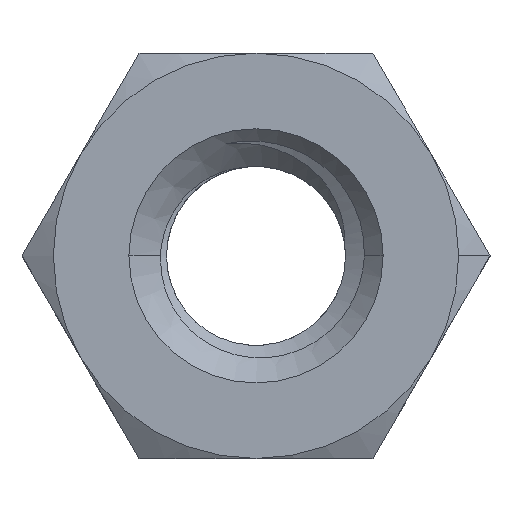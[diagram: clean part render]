
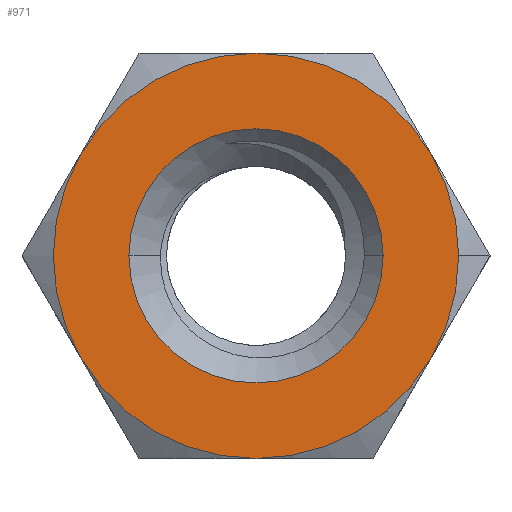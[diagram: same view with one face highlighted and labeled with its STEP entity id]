
A CAD part, top view. The second image highlights one B-rep face of the part: STEP entity #971.
In plain terms, the highlighted planar face has unit normal (0, 0, 1).
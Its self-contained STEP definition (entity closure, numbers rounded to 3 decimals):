
#29 = DIRECTION ( 'NONE',  ( 0., 0., 1. ) ) ;
#35 = VERTEX_POINT ( 'NONE', #979 ) ;
#39 = CARTESIAN_POINT ( 'NONE',  ( 0., 0., 3.2 ) ) ;
#75 = EDGE_CURVE ( 'NONE', #625, #1094, #1655, .T. ) ;
#119 = DIRECTION ( 'NONE',  ( 1., 0., 0. ) ) ;
#134 = DIRECTION ( 'NONE',  ( 1., 0., 0. ) ) ;
#171 = AXIS2_PLACEMENT_3D ( 'NONE', #1127, #503, #119 ) ;
#180 = CARTESIAN_POINT ( 'NONE',  ( -3.031, -1.75, 3.2 ) ) ;
#187 = ORIENTED_EDGE ( 'NONE', *, *, #1648, .T. ) ;
#219 = CARTESIAN_POINT ( 'NONE',  ( 0., 0., 3.2 ) ) ;
#261 = VERTEX_POINT ( 'NONE', #372 ) ;
#264 = DIRECTION ( 'NONE',  ( 1., 0., 0. ) ) ;
#273 = CARTESIAN_POINT ( 'NONE',  ( -2.195, 0., 3.2 ) ) ;
#277 = ORIENTED_EDGE ( 'NONE', *, *, #75, .T. ) ;
#288 = CARTESIAN_POINT ( 'NONE',  ( 3.031, 1.75, 3.2 ) ) ;
#300 = DIRECTION ( 'NONE',  ( 0., 0., 1. ) ) ;
#302 = DIRECTION ( 'NONE',  ( 0., 0., -1. ) ) ;
#317 = ORIENTED_EDGE ( 'NONE', *, *, #1490, .T. ) ;
#341 = AXIS2_PLACEMENT_3D ( 'NONE', #370, #1242, #134 ) ;
#370 = CARTESIAN_POINT ( 'NONE',  ( 0., 0., 3.2 ) ) ;
#372 = CARTESIAN_POINT ( 'NONE',  ( -3.031, 1.75, 3.2 ) ) ;
#374 = VERTEX_POINT ( 'NONE', #273 ) ;
#386 = CIRCLE ( 'NONE', #171, 3.5 ) ;
#387 = AXIS2_PLACEMENT_3D ( 'NONE', #766, #1257, #264 ) ;
#403 = EDGE_CURVE ( 'NONE', #1402, #35, #724, .T. ) ;
#420 = AXIS2_PLACEMENT_3D ( 'NONE', #1116, #1641, #993 ) ;
#450 = ORIENTED_EDGE ( 'NONE', *, *, #535, .T. ) ;
#481 = CARTESIAN_POINT ( 'NONE',  ( 0., 3.5, 3.2 ) ) ;
#503 = DIRECTION ( 'NONE',  ( 0., 0., 1. ) ) ;
#525 = VERTEX_POINT ( 'NONE', #288 ) ;
#529 = CIRCLE ( 'NONE', #578, 3.5 ) ;
#535 = EDGE_CURVE ( 'NONE', #35, #525, #529, .T. ) ;
#543 = DIRECTION ( 'NONE',  ( 1., 0., 0. ) ) ;
#549 = CARTESIAN_POINT ( 'NONE',  ( 0., -3.5, 3.2 ) ) ;
#550 = AXIS2_PLACEMENT_3D ( 'NONE', #1310, #302, #1571 ) ;
#554 = CARTESIAN_POINT ( 'NONE',  ( 0., 0., 3.2 ) ) ;
#561 = CIRCLE ( 'NONE', #1567, 3.5 ) ;
#578 = AXIS2_PLACEMENT_3D ( 'NONE', #554, #29, #543 ) ;
#581 = ORIENTED_EDGE ( 'NONE', *, *, #656, .T. ) ;
#625 = VERTEX_POINT ( 'NONE', #180 ) ;
#636 = FACE_OUTER_BOUND ( 'NONE', #741, .T. ) ;
#656 = EDGE_CURVE ( 'NONE', #1197, #374, #1249, .T. ) ;
#668 = EDGE_LOOP ( 'NONE', ( #581, #856 ) ) ;
#724 = CIRCLE ( 'NONE', #387, 3.5 ) ;
#741 = EDGE_LOOP ( 'NONE', ( #1040, #450, #943, #1042, #317, #277, #187 ) ) ;
#755 = DIRECTION ( 'NONE',  ( 1., 0., 0. ) ) ;
#766 = CARTESIAN_POINT ( 'NONE',  ( 0., 0., 3.2 ) ) ;
#825 = CIRCLE ( 'NONE', #1165, 3.5 ) ;
#856 = ORIENTED_EDGE ( 'NONE', *, *, #1406, .T. ) ;
#870 = FACE_BOUND ( 'NONE', #668, .T. ) ;
#943 = ORIENTED_EDGE ( 'NONE', *, *, #1150, .T. ) ;
#971 = ADVANCED_FACE ( 'NONE', ( #870, #636 ), #1272, .T. ) ;
#979 = CARTESIAN_POINT ( 'NONE',  ( 3.5, 0., 3.2 ) ) ;
#987 = DIRECTION ( 'NONE',  ( 1., 0., 0. ) ) ;
#993 = DIRECTION ( 'NONE',  ( 1., 0., 0. ) ) ;
#999 = CARTESIAN_POINT ( 'NONE',  ( 3.031, -1.75, 3.2 ) ) ;
#1032 = DIRECTION ( 'NONE',  ( 1., 0., 0. ) ) ;
#1040 = ORIENTED_EDGE ( 'NONE', *, *, #403, .T. ) ;
#1042 = ORIENTED_EDGE ( 'NONE', *, *, #1590, .T. ) ;
#1094 = VERTEX_POINT ( 'NONE', #549 ) ;
#1116 = CARTESIAN_POINT ( 'NONE',  ( 0., 0., 3.2 ) ) ;
#1127 = CARTESIAN_POINT ( 'NONE',  ( 0., 0., 3.2 ) ) ;
#1150 = EDGE_CURVE ( 'NONE', #525, #1598, #561, .T. ) ;
#1165 = AXIS2_PLACEMENT_3D ( 'NONE', #219, #1491, #987 ) ;
#1197 = VERTEX_POINT ( 'NONE', #1413 ) ;
#1242 = DIRECTION ( 'NONE',  ( 0., 0., -1. ) ) ;
#1249 = CIRCLE ( 'NONE', #550, 2.195 ) ;
#1256 = CARTESIAN_POINT ( 'NONE',  ( 0., 0., 3.2 ) ) ;
#1257 = DIRECTION ( 'NONE',  ( 0., 0., 1. ) ) ;
#1272 = PLANE ( 'NONE',  #1309 ) ;
#1309 = AXIS2_PLACEMENT_3D ( 'NONE', #1518, #1377, #1407 ) ;
#1310 = CARTESIAN_POINT ( 'NONE',  ( 0., 0., 3.2 ) ) ;
#1377 = DIRECTION ( 'NONE',  ( 0., 0., 1. ) ) ;
#1381 = DIRECTION ( 'NONE',  ( 0., 0., 1. ) ) ;
#1402 = VERTEX_POINT ( 'NONE', #999 ) ;
#1406 = EDGE_CURVE ( 'NONE', #374, #1197, #1610, .T. ) ;
#1407 = DIRECTION ( 'NONE',  ( 1., 0., 0. ) ) ;
#1413 = CARTESIAN_POINT ( 'NONE',  ( 2.195, 0., 3.2 ) ) ;
#1423 = AXIS2_PLACEMENT_3D ( 'NONE', #1256, #1381, #755 ) ;
#1490 = EDGE_CURVE ( 'NONE', #261, #625, #386, .T. ) ;
#1491 = DIRECTION ( 'NONE',  ( 0., 0., 1. ) ) ;
#1518 = CARTESIAN_POINT ( 'NONE',  ( 0., 0., 3.2 ) ) ;
#1567 = AXIS2_PLACEMENT_3D ( 'NONE', #39, #300, #1032 ) ;
#1571 = DIRECTION ( 'NONE',  ( 1., 0., 0. ) ) ;
#1590 = EDGE_CURVE ( 'NONE', #1598, #261, #825, .T. ) ;
#1591 = CIRCLE ( 'NONE', #1423, 3.5 ) ;
#1598 = VERTEX_POINT ( 'NONE', #481 ) ;
#1610 = CIRCLE ( 'NONE', #341, 2.195 ) ;
#1641 = DIRECTION ( 'NONE',  ( 0., 0., 1. ) ) ;
#1648 = EDGE_CURVE ( 'NONE', #1094, #1402, #1591, .T. ) ;
#1655 = CIRCLE ( 'NONE', #420, 3.5 ) ;
